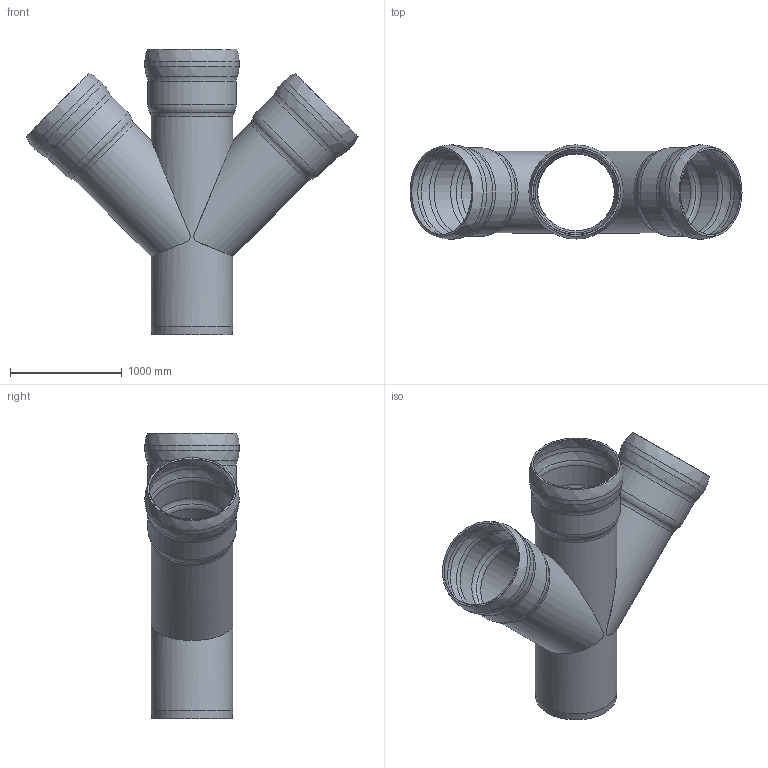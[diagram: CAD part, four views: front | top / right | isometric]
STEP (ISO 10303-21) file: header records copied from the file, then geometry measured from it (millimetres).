
FILE_DESCRIPTION(/* description */ (''),/* implementation_level */ '2;1');
FILE_NAME(/* name */ '00280.CCCX_3D.stp',/* time_stamp */ '2024-12-11T12:41:35+01:00',/* author */ ('CAD'),/* organization */ (''),/* preprocessor_version */ 'ST-DEVELOPER v20',/* originating_system */ 'AutoCAD Mechanical',/* authorisation */ '');
FILE_SCHEMA (('AUTOMOTIVE_DESIGN { 1 0 10303 214 3 1 1 }'));
Length unit declared in the file: centimetre
Products named in the file (1): Product
Bounding box: 2966.53 x 842 x 2549.97 mm (x, y, z)
Volume: 175471611.7 mm3; surface area: 22359261.3 mm2
Topology: 3 solids, 3 shells, 73 faces, 199 edges, 128 vertices
Faces by surface type: cylinder 26, torus 18, plane 12, bspline 12, cone 5
Full cylindrical faces by diameter (mm): 698 x3, 730 x3, 760 x3, 792 x3, 810 x3, 842 x3
Entity records: 2968 total; most frequent: CARTESIAN_POINT 1025, DIRECTION 449, ORIENTED_EDGE 398, AXIS2_PLACEMENT_3D 204, EDGE_CURVE 199, VERTEX_POINT 128, CIRCLE 118, EDGE_LOOP 79
